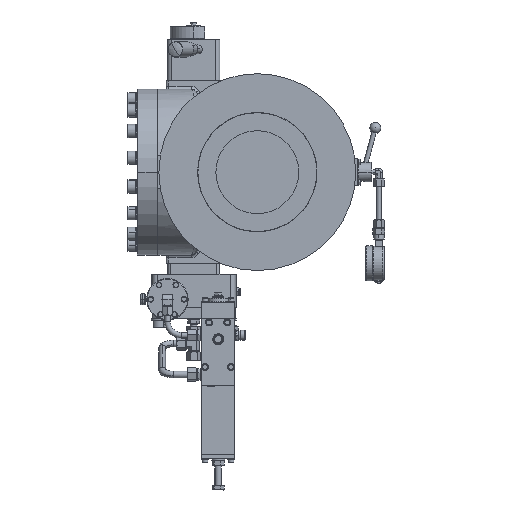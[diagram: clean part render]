
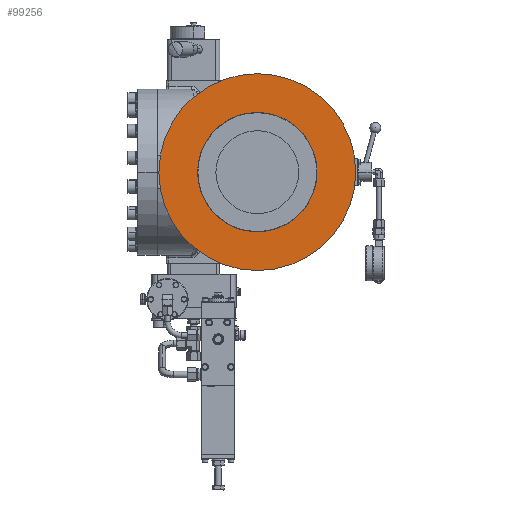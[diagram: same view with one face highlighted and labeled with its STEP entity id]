
A CAD part, left-side view. The second image highlights one B-rep face of the part: STEP entity #99256.
In plain terms, the highlighted planar face has unit normal (-1, 0, 0).
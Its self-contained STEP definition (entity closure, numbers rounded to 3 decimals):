
#3225 = AXIS2_PLACEMENT_3D ( 'NONE', #88785, #9622, #65011 ) ;
#6097 = CIRCLE ( 'NONE', #66909, 107.95 ) ;
#6367 = EDGE_CURVE ( 'Defeature ausgef�hrt2_351+Defeature ausgef�hrt2_352+Defeature ausgef�hrt2_352+Defeature ausgef�hrt2_352', #9731, #69255, #76470, .T. ) ;
#6717 = CARTESIAN_POINT ( 'NONE',  ( -228.6, 0., 178. ) ) ;
#9490 = ORIENTED_EDGE ( 'NONE', *, *, #39045, .F. ) ;
#9622 = DIRECTION ( 'NONE',  ( -1., 0., 0. ) ) ;
#9731 = VERTEX_POINT ( 'NONE', #47859 ) ;
#12971 = PLANE ( 'NONE',  #31552 ) ;
#14326 = DIRECTION ( 'NONE',  ( 0., 0., 1. ) ) ;
#16622 = EDGE_CURVE ( 'Defeature ausgef�hrt2_353+Defeature ausgef�hrt2_352+Defeature ausgef�hrt2_352+Defeature ausgef�hrt2_352', #38124, #90503, #45322, .T. ) ;
#18743 = CIRCLE ( 'NONE', #97723, 178. ) ;
#22986 = ORIENTED_EDGE ( 'NONE', *, *, #16622, .F. ) ;
#26259 = FACE_OUTER_BOUND ( 'NONE', #74616, .T. ) ;
#28327 = AXIS2_PLACEMENT_3D ( 'NONE', #66073, #49609, #57155 ) ;
#31552 = AXIS2_PLACEMENT_3D ( 'NONE', #92814, #53245, #14326 ) ;
#38124 = VERTEX_POINT ( 'NONE', #68986 ) ;
#39045 = EDGE_CURVE ( 'Defeature ausgef�hrt2_353+Defeature ausgef�hrt2_352+Defeature ausgef�hrt2_352+Defeature ausgef�hrt2_352', #90503, #38124, #18743, .T. ) ;
#45322 = CIRCLE ( 'NONE', #28327, 178. ) ;
#47712 = DIRECTION ( 'NONE',  ( 1., 0., 0. ) ) ;
#47859 = CARTESIAN_POINT ( 'NONE',  ( -228.6, 0., -107.95 ) ) ;
#49609 = DIRECTION ( 'NONE',  ( 1., 0., 0. ) ) ;
#53245 = DIRECTION ( 'NONE',  ( -1., 0., 0. ) ) ;
#55628 = CARTESIAN_POINT ( 'NONE',  ( -228.6, 0., 0. ) ) ;
#57155 = DIRECTION ( 'NONE',  ( 0., 0., 1. ) ) ;
#58071 = CARTESIAN_POINT ( 'NONE',  ( -228.6, 0., 107.95 ) ) ;
#61497 = ORIENTED_EDGE ( 'NONE', *, *, #65320, .F. ) ;
#61646 = DIRECTION ( 'NONE',  ( 0., 0., 1. ) ) ;
#63007 = FACE_BOUND ( 'NONE', #88498, .T. ) ;
#65011 = DIRECTION ( 'NONE',  ( 0., 0., 1. ) ) ;
#65320 = EDGE_CURVE ( 'Defeature ausgef�hrt2_351+Defeature ausgef�hrt2_352+Defeature ausgef�hrt2_352+Defeature ausgef�hrt2_352', #69255, #9731, #6097, .T. ) ;
#66073 = CARTESIAN_POINT ( 'NONE',  ( -228.6, 0., 0. ) ) ;
#66909 = AXIS2_PLACEMENT_3D ( 'NONE', #92714, #69917, #61646 ) ;
#68986 = CARTESIAN_POINT ( 'NONE',  ( -228.6, 0., -178. ) ) ;
#69255 = VERTEX_POINT ( 'NONE', #58071 ) ;
#69917 = DIRECTION ( 'NONE',  ( -1., 0., 0. ) ) ;
#74616 = EDGE_LOOP ( 'NONE', ( #9490, #22986 ) ) ;
#76470 = CIRCLE ( 'NONE', #3225, 107.95 ) ;
#88498 = EDGE_LOOP ( 'NONE', ( #61497, #90486 ) ) ;
#88785 = CARTESIAN_POINT ( 'NONE',  ( -228.6, 0., 0. ) ) ;
#90486 = ORIENTED_EDGE ( 'NONE', *, *, #6367, .F. ) ;
#90503 = VERTEX_POINT ( 'NONE', #6717 ) ;
#92714 = CARTESIAN_POINT ( 'NONE',  ( -228.6, 0., 0. ) ) ;
#92814 = CARTESIAN_POINT ( 'NONE',  ( -228.6, 180., 0. ) ) ;
#95238 = DIRECTION ( 'NONE',  ( 0., 0., 1. ) ) ;
#97723 = AXIS2_PLACEMENT_3D ( 'NONE', #55628, #47712, #95238 ) ;
#99256 = ADVANCED_FACE ( 'Defeature ausgef�hrt2_352', ( #26259, #63007 ), #12971, .T. ) ;
